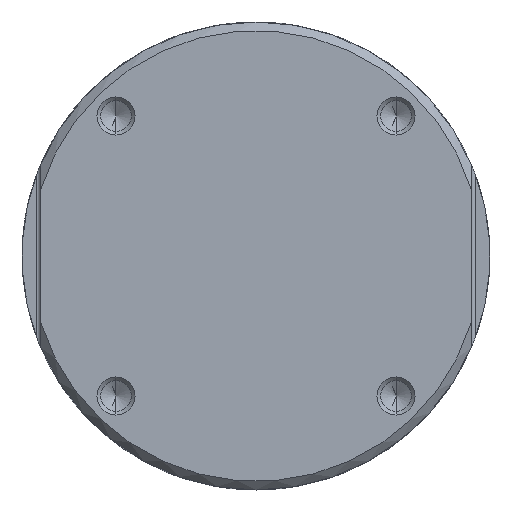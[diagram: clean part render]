
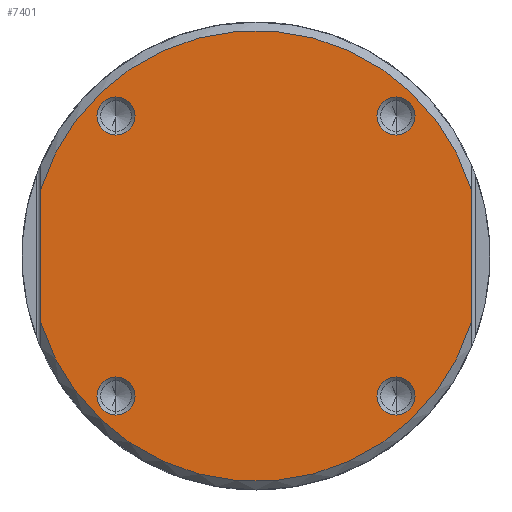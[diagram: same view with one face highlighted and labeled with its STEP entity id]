
A CAD part, front view. The second image highlights one B-rep face of the part: STEP entity #7401.
In plain terms, the highlighted planar face has unit normal (0, -1, 0).
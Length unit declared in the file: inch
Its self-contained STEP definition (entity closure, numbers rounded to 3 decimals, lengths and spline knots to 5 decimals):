
#17 = DIRECTION ( 'NONE',  ( 0., -1., 0. ) ) ;
#88 = ORIENTED_EDGE ( 'NONE', *, *, #3574, .F. ) ;
#98 = CARTESIAN_POINT ( 'NONE',  ( -0.97227, 0., -0.97227 ) ) ;
#105 = DIRECTION ( 'NONE',  ( 0., -1., 0. ) ) ;
#426 = VERTEX_POINT ( 'NONE', #5583 ) ;
#434 = ORIENTED_EDGE ( 'NONE', *, *, #6775, .F. ) ;
#485 = CARTESIAN_POINT ( 'NONE',  ( -0.97227, 0., 0.83977 ) ) ;
#570 = CARTESIAN_POINT ( 'NONE',  ( 0.97227, 0., 0.97227 ) ) ;
#615 = DIRECTION ( 'NONE',  ( -1., 0., 0. ) ) ;
#621 = CIRCLE ( 'NONE', #7303, 0.1325 ) ;
#650 = DIRECTION ( 'NONE',  ( 0., 1., 0. ) ) ;
#751 = CARTESIAN_POINT ( 'NONE',  ( -0.97227, 0., 0.97227 ) ) ;
#877 = ORIENTED_EDGE ( 'NONE', *, *, #1713, .F. ) ;
#889 = ORIENTED_EDGE ( 'NONE', *, *, #2828, .T. ) ;
#946 = CARTESIAN_POINT ( 'NONE',  ( -0.97227, 0., 0.97227 ) ) ;
#996 = VERTEX_POINT ( 'NONE', #485 ) ;
#1121 = DIRECTION ( 'NONE',  ( 0., 1., 0. ) ) ;
#1150 = VECTOR ( 'NONE', #3194, 39.37008 ) ;
#1172 = VECTOR ( 'NONE', #5029, 39.37008 ) ;
#1175 = DIRECTION ( 'NONE',  ( 0., 0., -1. ) ) ;
#1222 = CARTESIAN_POINT ( 'NONE',  ( -0.97227, 0., -0.97227 ) ) ;
#1223 = VERTEX_POINT ( 'NONE', #6798 ) ;
#1268 = CARTESIAN_POINT ( 'NONE',  ( 0., 0., 0. ) ) ;
#1273 = AXIS2_PLACEMENT_3D ( 'NONE', #5135, #1121, #615 ) ;
#1274 = LINE ( 'NONE', #2811, #1172 ) ;
#1292 = CARTESIAN_POINT ( 'NONE',  ( 0., 0., 0. ) ) ;
#1326 = DIRECTION ( 'NONE',  ( 0., -1., 0. ) ) ;
#1343 = CARTESIAN_POINT ( 'NONE',  ( 0.97227, 0., 0.83977 ) ) ;
#1349 = VERTEX_POINT ( 'NONE', #7037 ) ;
#1559 = CIRCLE ( 'NONE', #3927, 0.1325 ) ;
#1664 = EDGE_CURVE ( 'NONE', #3396, #1853, #7133, .T. ) ;
#1713 = EDGE_CURVE ( 'NONE', #426, #4882, #5345, .T. ) ;
#1748 = ORIENTED_EDGE ( 'NONE', *, *, #2936, .F. ) ;
#1790 = CIRCLE ( 'NONE', #1273, 1.565 ) ;
#1808 = DIRECTION ( 'NONE',  ( -1., 0., 0. ) ) ;
#1816 = DIRECTION ( 'NONE',  ( 0., 0., -1. ) ) ;
#1853 = VERTEX_POINT ( 'NONE', #1343 ) ;
#1870 = FACE_BOUND ( 'NONE', #4867, .T. ) ;
#2108 = AXIS2_PLACEMENT_3D ( 'NONE', #98, #5846, #5799 ) ;
#2109 = DIRECTION ( 'NONE',  ( 0., -1., 0. ) ) ;
#2150 = ORIENTED_EDGE ( 'NONE', *, *, #2337, .F. ) ;
#2159 = LINE ( 'NONE', #3826, #1150 ) ;
#2217 = CARTESIAN_POINT ( 'NONE',  ( 0.97227, 0., -0.97227 ) ) ;
#2271 = CARTESIAN_POINT ( 'NONE',  ( 0.97227, 0., -1.10477 ) ) ;
#2285 = DIRECTION ( 'NONE',  ( 0., 0., -1. ) ) ;
#2337 = EDGE_CURVE ( 'NONE', #996, #4835, #5747, .T. ) ;
#2493 = FACE_BOUND ( 'NONE', #4825, .T. ) ;
#2532 = CARTESIAN_POINT ( 'NONE',  ( 1.495, 0., 0.46282 ) ) ;
#2785 = DIRECTION ( 'NONE',  ( 0., 0., -1. ) ) ;
#2811 = CARTESIAN_POINT ( 'NONE',  ( -1.495, 0., 1.62504 ) ) ;
#2828 = EDGE_CURVE ( 'NONE', #426, #6222, #1274, .T. ) ;
#2936 = EDGE_CURVE ( 'NONE', #1853, #3396, #3065, .T. ) ;
#3065 = CIRCLE ( 'NONE', #3844, 0.1325 ) ;
#3094 = PLANE ( 'NONE',  #5208 ) ;
#3194 = DIRECTION ( 'NONE',  ( 0., 0., -1. ) ) ;
#3253 = ORIENTED_EDGE ( 'NONE', *, *, #3293, .F. ) ;
#3259 = VERTEX_POINT ( 'NONE', #2271 ) ;
#3293 = EDGE_CURVE ( 'NONE', #3259, #3688, #4803, .T. ) ;
#3396 = VERTEX_POINT ( 'NONE', #4047 ) ;
#3439 = ORIENTED_EDGE ( 'NONE', *, *, #5654, .F. ) ;
#3574 = EDGE_CURVE ( 'NONE', #4835, #996, #6847, .T. ) ;
#3637 = DIRECTION ( 'NONE',  ( -1., 0., 0. ) ) ;
#3688 = VERTEX_POINT ( 'NONE', #5835 ) ;
#3757 = CARTESIAN_POINT ( 'NONE',  ( -0.97227, 0., 1.10477 ) ) ;
#3797 = ORIENTED_EDGE ( 'NONE', *, *, #7337, .F. ) ;
#3826 = CARTESIAN_POINT ( 'NONE',  ( 1.495, 0., 1.62504 ) ) ;
#3830 = FACE_BOUND ( 'NONE', #3894, .T. ) ;
#3831 = DIRECTION ( 'NONE',  ( 0., 0., -1. ) ) ;
#3844 = AXIS2_PLACEMENT_3D ( 'NONE', #570, #5710, #1175 ) ;
#3894 = EDGE_LOOP ( 'NONE', ( #3253, #3439 ) ) ;
#3914 = CARTESIAN_POINT ( 'NONE',  ( -1.495, 0., -0.46282 ) ) ;
#3927 = AXIS2_PLACEMENT_3D ( 'NONE', #6911, #4066, #4692 ) ;
#3940 = AXIS2_PLACEMENT_3D ( 'NONE', #751, #1326, #7086 ) ;
#4000 = FACE_BOUND ( 'NONE', #4346, .T. ) ;
#4047 = CARTESIAN_POINT ( 'NONE',  ( 0.97227, 0., 1.10477 ) ) ;
#4066 = DIRECTION ( 'NONE',  ( 0., -1., 0. ) ) ;
#4157 = ORIENTED_EDGE ( 'NONE', *, *, #5919, .F. ) ;
#4346 = EDGE_LOOP ( 'NONE', ( #2150, #88 ) ) ;
#4385 = ORIENTED_EDGE ( 'NONE', *, *, #1664, .F. ) ;
#4469 = EDGE_LOOP ( 'NONE', ( #4157, #877, #889, #434 ) ) ;
#4497 = DIRECTION ( 'NONE',  ( 0., -1., 0. ) ) ;
#4692 = DIRECTION ( 'NONE',  ( 0., 0., -1. ) ) ;
#4803 = CIRCLE ( 'NONE', #6277, 0.1325 ) ;
#4825 = EDGE_LOOP ( 'NONE', ( #1748, #4385 ) ) ;
#4835 = VERTEX_POINT ( 'NONE', #3757 ) ;
#4867 = EDGE_LOOP ( 'NONE', ( #6707, #3797 ) ) ;
#4882 = VERTEX_POINT ( 'NONE', #2532 ) ;
#5029 = DIRECTION ( 'NONE',  ( 0., 0., -1. ) ) ;
#5135 = CARTESIAN_POINT ( 'NONE',  ( 0., 0., 0. ) ) ;
#5208 = AXIS2_PLACEMENT_3D ( 'NONE', #1292, #7043, #3637 ) ;
#5264 = CIRCLE ( 'NONE', #2108, 0.1325 ) ;
#5345 = CIRCLE ( 'NONE', #7028, 1.565 ) ;
#5583 = CARTESIAN_POINT ( 'NONE',  ( -1.495, 0., 0.46282 ) ) ;
#5654 = EDGE_CURVE ( 'NONE', #3688, #3259, #1559, .T. ) ;
#5710 = DIRECTION ( 'NONE',  ( 0., -1., 0. ) ) ;
#5747 = CIRCLE ( 'NONE', #5940, 0.1325 ) ;
#5799 = DIRECTION ( 'NONE',  ( 0., 0., -1. ) ) ;
#5835 = CARTESIAN_POINT ( 'NONE',  ( 0.97227, 0., -0.83977 ) ) ;
#5846 = DIRECTION ( 'NONE',  ( 0., -1., 0. ) ) ;
#5919 = EDGE_CURVE ( 'NONE', #4882, #1223, #2159, .T. ) ;
#5940 = AXIS2_PLACEMENT_3D ( 'NONE', #946, #2109, #3831 ) ;
#6222 = VERTEX_POINT ( 'NONE', #3914 ) ;
#6277 = AXIS2_PLACEMENT_3D ( 'NONE', #2217, #4497, #2785 ) ;
#6292 = CARTESIAN_POINT ( 'NONE',  ( 0.97227, 0., 0.97227 ) ) ;
#6707 = ORIENTED_EDGE ( 'NONE', *, *, #6800, .F. ) ;
#6775 = EDGE_CURVE ( 'NONE', #1223, #6222, #1790, .T. ) ;
#6790 = AXIS2_PLACEMENT_3D ( 'NONE', #6292, #17, #2285 ) ;
#6798 = CARTESIAN_POINT ( 'NONE',  ( 1.495, 0., -0.46282 ) ) ;
#6800 = EDGE_CURVE ( 'NONE', #1349, #7315, #621, .T. ) ;
#6847 = CIRCLE ( 'NONE', #3940, 0.1325 ) ;
#6854 = FACE_OUTER_BOUND ( 'NONE', #4469, .T. ) ;
#6911 = CARTESIAN_POINT ( 'NONE',  ( 0.97227, 0., -0.97227 ) ) ;
#6990 = CARTESIAN_POINT ( 'NONE',  ( -0.97227, 0., -0.83977 ) ) ;
#7028 = AXIS2_PLACEMENT_3D ( 'NONE', #1268, #650, #1808 ) ;
#7037 = CARTESIAN_POINT ( 'NONE',  ( -0.97227, 0., -1.10477 ) ) ;
#7043 = DIRECTION ( 'NONE',  ( 0., 1., 0. ) ) ;
#7086 = DIRECTION ( 'NONE',  ( 0., 0., -1. ) ) ;
#7133 = CIRCLE ( 'NONE', #6790, 0.1325 ) ;
#7303 = AXIS2_PLACEMENT_3D ( 'NONE', #1222, #105, #1816 ) ;
#7315 = VERTEX_POINT ( 'NONE', #6990 ) ;
#7337 = EDGE_CURVE ( 'NONE', #7315, #1349, #5264, .T. ) ;
#7401 = ADVANCED_FACE ( 'NONE', ( #3830, #1870, #4000, #2493, #6854 ), #3094, .F. ) ;
